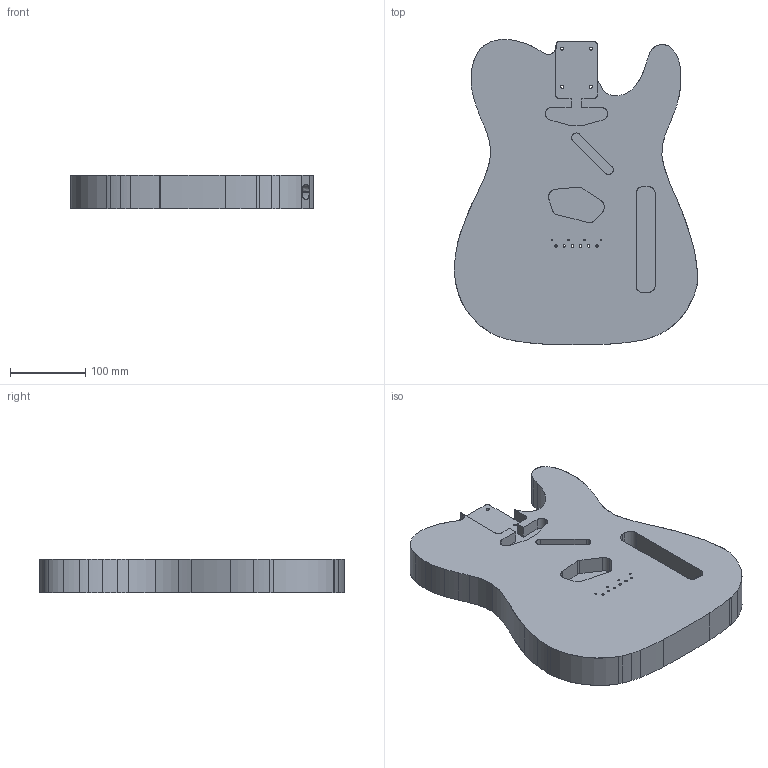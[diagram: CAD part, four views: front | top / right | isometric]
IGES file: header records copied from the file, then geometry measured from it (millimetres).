
Start section: SolidWorks IGES file using analytic representation for surfaces
Global section: file name: TeleBody.IGS; native system: SolidWorks 2009; preprocessor: SolidWorks 2009; author: chris; date: 091122.121049; units: inch
Bounding box: 322.77 x 405.22 x 44.45 mm (x, y, z)
Surface area: 302436.3 mm2 (no closed solid volume)
Topology: 0 solids, 0 shells, 140 faces, 1782 edges, 1782 vertices
Faces by surface type: revolution 108, bspline 32
